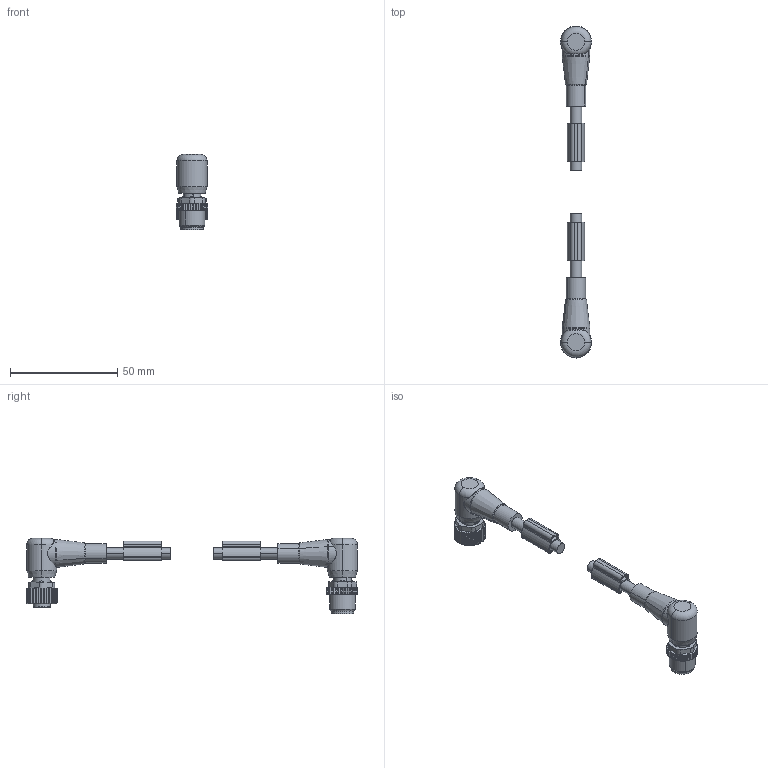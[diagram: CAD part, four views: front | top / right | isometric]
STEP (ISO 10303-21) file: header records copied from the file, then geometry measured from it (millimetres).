
FILE_DESCRIPTION(('CATIA V5 STEP Exchange','CAx-IF Rec.Pracs.--- Model Styling and Organization---1.4--- 2014-01-23'),'2;1');
FILE_NAME ('034550-3_0', '2022-03-10T10:31:48+00:00', ('none'), ('Weidmueller'), 'CATIA Version 5-6 Release 2016 SP3 HF44', 'CATIA V5 STEP AP214', 'none');
FILE_SCHEMA(('AUTOMOTIVE_DESIGN { 1 0 10303 214 1 1 1 1 }'));
Length unit declared in the file: millimetre
Products named in the file (1): 9457900200
Bounding box: 14.6 x 154.56 x 35 mm (x, y, z)
Volume: 14597.1 mm3; surface area: 13377.8 mm2
Topology: 30 solids, 30 shells, 1411 faces, 3465 edges, 2163 vertices
Faces by surface type: plane 524, cylinder 469, cone 200, torus 168, bspline 34, sphere 12, revolution 4
Entity records: 41435 total; most frequent: CARTESIAN_POINT 11866, ORIENTED_EDGE 6846, DIRECTION 4506, EDGE_CURVE 3423, AXIS2_PLACEMENT_3D 2257, VERTEX_POINT 2163, EDGE_LOOP 1556, ADVANCED_FACE 1411
